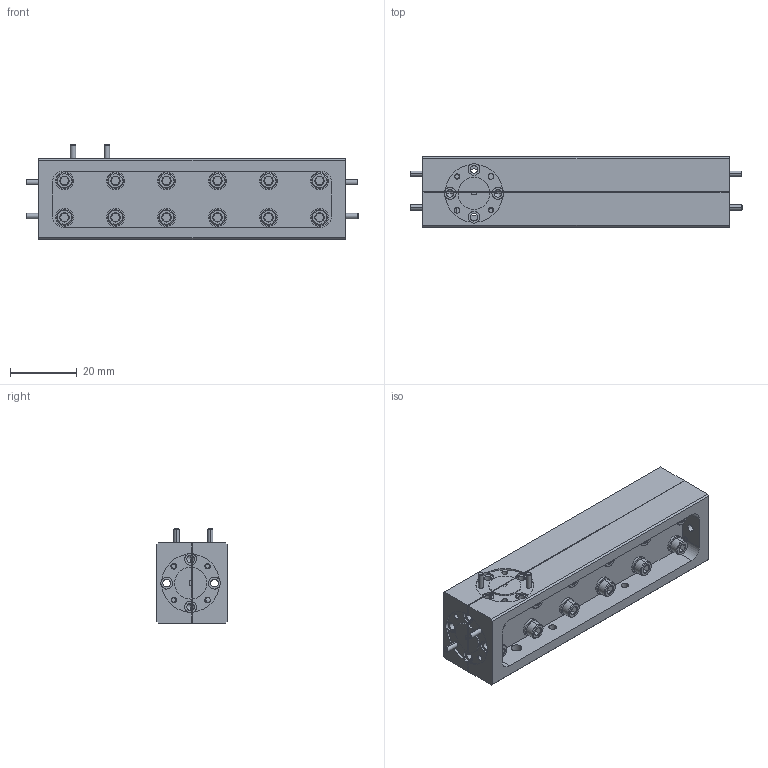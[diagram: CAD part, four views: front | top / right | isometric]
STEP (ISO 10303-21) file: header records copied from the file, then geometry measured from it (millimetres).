
FILE_DESCRIPTION (( 'STEP AP203' ), '1' );
FILE_NAME ('SWD-0325H-06-SB.STEP', '2018-11-05T19:49:59', ( '' ), ( '' ), 'SwSTEP 2.0', 'SolidWorks 2016', '' );
FILE_SCHEMA (( 'CONFIG_CONTROL_DESIGN' ));
Products named in the file (1): SWD-0325H-06-SB
Bounding box: 99.19 x 20.93 x 28.38 mm (x, y, z)
Volume: 26277.6 mm3; surface area: 24796.9 mm2
Topology: 36 solids, 36 shells, 1477 faces, 3909 edges, 2506 vertices
Faces by surface type: cylinder 921, plane 310, cone 222, bspline 24
Entity records: 60806 total; most frequent: CARTESIAN_POINT 27377, ORIENTED_EDGE 7770, DIRECTION 6303, EDGE_CURVE 3885, VERTEX_POINT 2506, AXIS2_PLACEMENT_3D 2352, EDGE_LOOP 1629, VECTOR 1599
